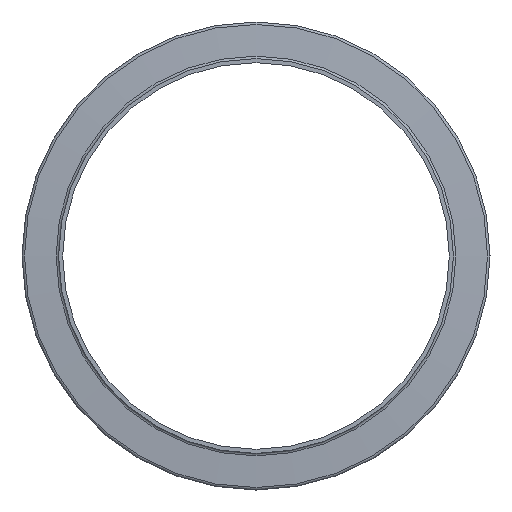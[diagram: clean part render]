
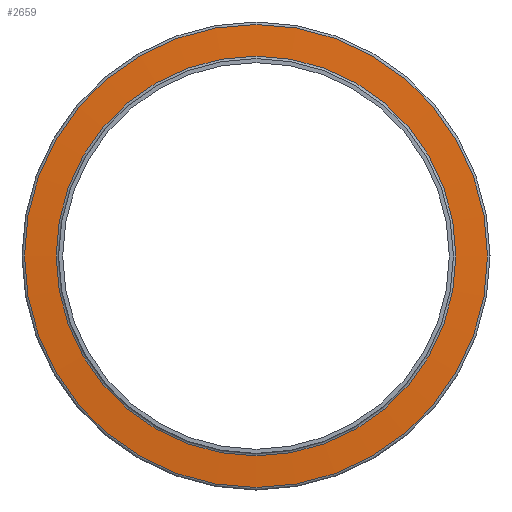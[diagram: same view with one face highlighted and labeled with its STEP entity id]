
A CAD part, left-side view. The second image highlights one B-rep face of the part: STEP entity #2659.
In plain terms, the highlighted conical face has half-angle 86.494 degrees and reference radius 17.067 mm.
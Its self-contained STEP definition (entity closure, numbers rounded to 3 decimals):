
#194 = EDGE_LOOP ( 'NONE', ( #813 ) ) ;
#344 = DIRECTION ( 'NONE',  ( 1., 0., 0. ) ) ;
#532 = VERTEX_POINT ( 'NONE', #1617 ) ;
#553 = DIRECTION ( 'NONE',  ( 0., 0., -1. ) ) ;
#762 = FACE_BOUND ( 'NONE', #194, .T. ) ;
#813 = ORIENTED_EDGE ( 'NONE', *, *, #1912, .T. ) ;
#957 = CONICAL_SURFACE ( 'NONE', #2266, 17.067, 1.51 ) ;
#1015 = DIRECTION ( 'NONE',  ( 0., 0., -1. ) ) ;
#1299 = ORIENTED_EDGE ( 'NONE', *, *, #1857, .F. ) ;
#1380 = AXIS2_PLACEMENT_3D ( 'NONE', #2338, #3353, #553 ) ;
#1517 = DIRECTION ( 'NONE',  ( 1., 0., 0. ) ) ;
#1617 = CARTESIAN_POINT ( 'NONE',  ( 0.903, 0., -14.733 ) ) ;
#1857 = EDGE_CURVE ( 'NONE', #1923, #1923, #3220, .T. ) ;
#1912 = EDGE_CURVE ( 'NONE', #532, #532, #2417, .T. ) ;
#1923 = VERTEX_POINT ( 'NONE', #2930 ) ;
#2266 = AXIS2_PLACEMENT_3D ( 'NONE', #3328, #1517, #1015 ) ;
#2328 = FACE_OUTER_BOUND ( 'NONE', #2446, .T. ) ;
#2338 = CARTESIAN_POINT ( 'NONE',  ( 0.903, 0., 0. ) ) ;
#2417 = CIRCLE ( 'NONE', #1380, 14.733 ) ;
#2446 = EDGE_LOOP ( 'NONE', ( #1299 ) ) ;
#2659 = ADVANCED_FACE ( 'NONE', ( #762, #2328 ), #957, .T. ) ;
#2680 = AXIS2_PLACEMENT_3D ( 'NONE', #2707, #344, #2723 ) ;
#2707 = CARTESIAN_POINT ( 'NONE',  ( 1.046, 0., 0. ) ) ;
#2723 = DIRECTION ( 'NONE',  ( 0., 0., -1. ) ) ;
#2930 = CARTESIAN_POINT ( 'NONE',  ( 1.046, 0., -17.067 ) ) ;
#3220 = CIRCLE ( 'NONE', #2680, 17.067 ) ;
#3328 = CARTESIAN_POINT ( 'NONE',  ( 1.046, 0., 0. ) ) ;
#3353 = DIRECTION ( 'NONE',  ( 1., 0., 0. ) ) ;
